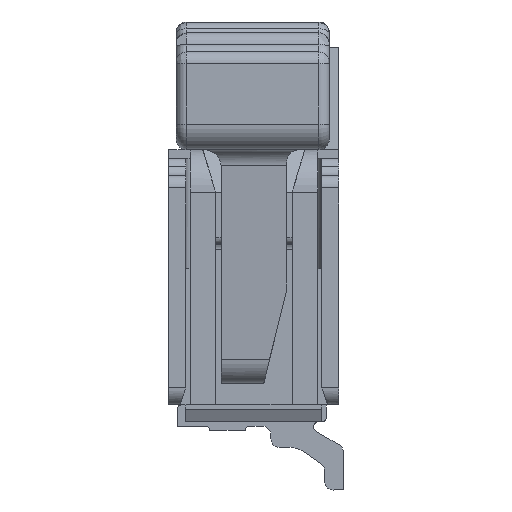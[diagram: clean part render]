
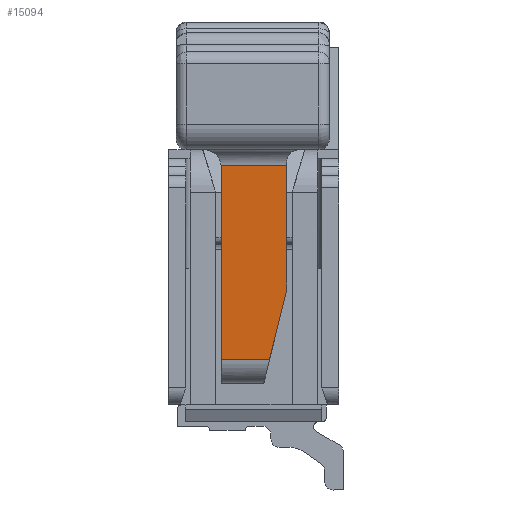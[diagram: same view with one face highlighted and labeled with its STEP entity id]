
A CAD part, left-side view. The second image highlights one B-rep face of the part: STEP entity #15094.
In plain terms, the highlighted face is planar.
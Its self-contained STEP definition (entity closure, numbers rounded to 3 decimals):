
#1523 = VERTEX_POINT ( 'NONE', #12339 ) ;
#1720 = CARTESIAN_POINT ( 'NONE',  ( -19.792, -1.685, 0.385 ) ) ;
#2296 = CARTESIAN_POINT ( 'NONE',  ( -19.791, -1.695, -0.385 ) ) ;
#2867 = DIRECTION ( 'NONE',  ( 0.07, -0.969, -0.238 ) ) ;
#3449 = VECTOR ( 'NONE', #24586, 1000. ) ;
#4240 = ORIENTED_EDGE ( 'NONE', *, *, #12980, .T. ) ;
#4433 = CARTESIAN_POINT ( 'NONE',  ( -19.79, -1.7, -0.385 ) ) ;
#4512 = LINE ( 'NONE', #20440, #21598 ) ;
#4705 = DIRECTION ( 'NONE',  ( 0., 0., -1. ) ) ;
#5533 = LINE ( 'NONE', #21863, #26163 ) ;
#6325 = DIRECTION ( 'NONE',  ( 0.997, 0.073, 0. ) ) ;
#7166 = CARTESIAN_POINT ( 'NONE',  ( -19.685, -3.15, 0.385 ) ) ;
#7766 = ORIENTED_EDGE ( 'NONE', *, *, #18636, .T. ) ;
#7833 = VECTOR ( 'NONE', #2867, 1000. ) ;
#8058 = CARTESIAN_POINT ( 'NONE',  ( -19.791, -1.69, -0.385 ) ) ;
#10033 = DIRECTION ( 'NONE',  ( -0.073, 0.997, 0. ) ) ;
#10343 = CARTESIAN_POINT ( 'NONE',  ( -19.685, -3.15, 0.385 ) ) ;
#10478 = CARTESIAN_POINT ( 'NONE',  ( -19.708, -2.829, 0. ) ) ;
#11136 = VERTEX_POINT ( 'NONE', #11257 ) ;
#11257 = CARTESIAN_POINT ( 'NONE',  ( -19.625, -3.972, -0.385 ) ) ;
#11801 = VERTEX_POINT ( 'NONE', #16554 ) ;
#12339 = CARTESIAN_POINT ( 'NONE',  ( -19.625, -3.972, 0.183 ) ) ;
#12542 = VERTEX_POINT ( 'NONE', #10343 ) ;
#12807 = AXIS2_PLACEMENT_3D ( 'NONE', #10478, #6325, #4705 ) ;
#12980 = EDGE_CURVE ( 'NONE', #12542, #19930, #4512, .T. ) ;
#13037 = LINE ( 'NONE', #7166, #7833 ) ;
#13922 = CARTESIAN_POINT ( 'NONE',  ( -19.79, -1.7, -0.385 ) ) ;
#14025 = LINE ( 'NONE', #1720, #3449 ) ;
#14118 = ORIENTED_EDGE ( 'NONE', *, *, #21383, .T. ) ;
#14446 = CARTESIAN_POINT ( 'NONE',  ( -19.79, -1.7, -0.385 ) ) ;
#15094 = ADVANCED_FACE ( 'NONE', ( #20638 ), #21027, .F. ) ;
#16513 = EDGE_CURVE ( 'NONE', #11136, #1523, #5533, .T. ) ;
#16554 = CARTESIAN_POINT ( 'NONE',  ( -19.792, -1.685, -0.386 ) ) ;
#17533 = ORIENTED_EDGE ( 'NONE', *, *, #16513, .T. ) ;
#17672 = EDGE_CURVE ( 'NONE', #12542, #1523, #13037, .T. ) ;
#17990 = ORIENTED_EDGE ( 'NONE', *, *, #17672, .F. ) ;
#18068 = CARTESIAN_POINT ( 'NONE',  ( -19.792, -1.685, 0.385 ) ) ;
#18197 = DIRECTION ( 'NONE',  ( 0.073, -0.997, 0. ) ) ;
#18290 = EDGE_CURVE ( 'NONE', #11801, #20984, #19598, .T. ) ;
#18636 = EDGE_CURVE ( 'NONE', #20984, #11136, #22344, .T. ) ;
#19598 = B_SPLINE_CURVE_WITH_KNOTS ( 'NONE', 3,
 ( #26374, #8058, #2296, #4433 ),
 .UNSPECIFIED., .F., .F.,
 ( 4, 4 ),
 ( 0., 1. ),
 .UNSPECIFIED. ) ;
#19930 = VERTEX_POINT ( 'NONE', #18068 ) ;
#19988 = DIRECTION ( 'NONE',  ( 0., 0., 1. ) ) ;
#20440 = CARTESIAN_POINT ( 'NONE',  ( -19.685, -3.15, 0.385 ) ) ;
#20638 = FACE_OUTER_BOUND ( 'NONE', #22726, .T. ) ;
#20984 = VERTEX_POINT ( 'NONE', #14446 ) ;
#21027 = PLANE ( 'NONE',  #12807 ) ;
#21383 = EDGE_CURVE ( 'NONE', #19930, #11801, #14025, .T. ) ;
#21598 = VECTOR ( 'NONE', #10033, 1000. ) ;
#21863 = CARTESIAN_POINT ( 'NONE',  ( -19.625, -3.972, -0.385 ) ) ;
#22344 = LINE ( 'NONE', #13922, #24943 ) ;
#22599 = ORIENTED_EDGE ( 'NONE', *, *, #18290, .T. ) ;
#22726 = EDGE_LOOP ( 'NONE', ( #4240, #14118, #22599, #7766, #17533, #17990 ) ) ;
#24586 = DIRECTION ( 'NONE',  ( 0., 0., -1. ) ) ;
#24943 = VECTOR ( 'NONE', #18197, 1000. ) ;
#26163 = VECTOR ( 'NONE', #19988, 1000. ) ;
#26374 = CARTESIAN_POINT ( 'NONE',  ( -19.792, -1.685, -0.386 ) ) ;
